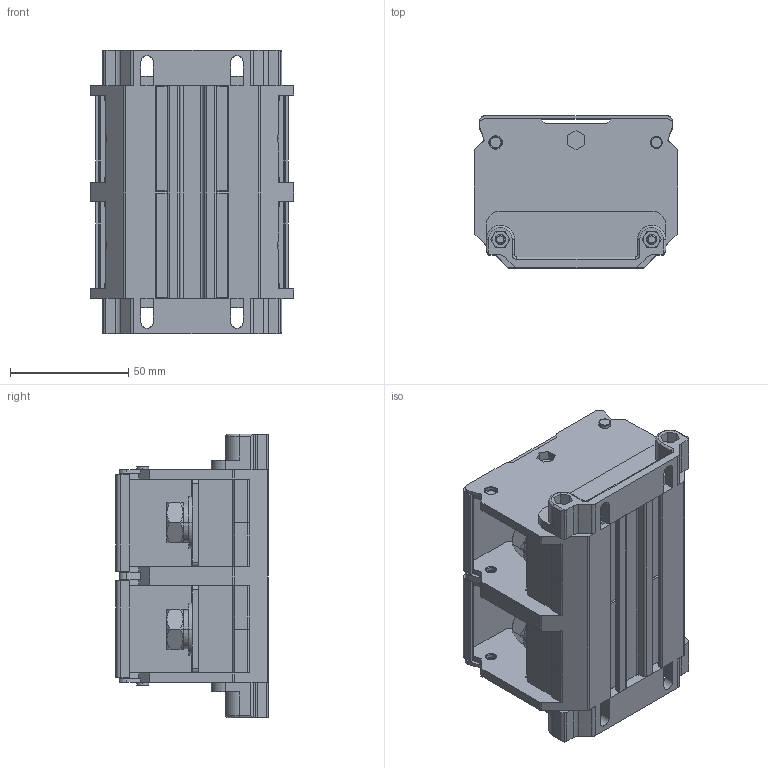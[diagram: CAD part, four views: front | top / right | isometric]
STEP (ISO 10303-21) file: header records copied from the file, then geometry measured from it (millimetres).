
FILE_DESCRIPTION((''),'2;1');
FILE_NAME('PRT0002','2023-12-28T',('Administrator'),(''),'PRO/ENGINEER BY PARAMETRIC TECHNOLOGY CORPORATION, 2013230','PRO/ENGINEER BY PARAMETRIC TECHNOLOGY CORPORATION, 2013230','');
FILE_SCHEMA(('CONFIG_CONTROL_DESIGN'));
Length unit declared in the file: millimetre
Products named in the file (1): PRT0002
Bounding box: 86 x 64.3 x 120 mm (x, y, z)
Volume: 294574.9 mm3; surface area: 88146.8 mm2
Topology: 1 solids, 29 shells, 1277 faces, 3164 edges, 1968 vertices
Faces by surface type: plane 663, cylinder 306, torus 164, cone 144
Entity records: 44703 total; most frequent: CARTESIAN_POINT 8252, DIRECTION 6544, ORIENTED_EDGE 6312, EDGE_CURVE 3156, AXIS2_PLACEMENT_3D 2366, VERTEX_POINT 1968, VECTOR 1812, LINE 1812
